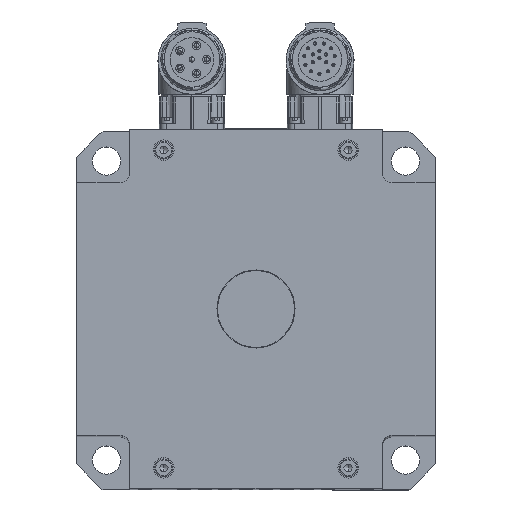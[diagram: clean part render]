
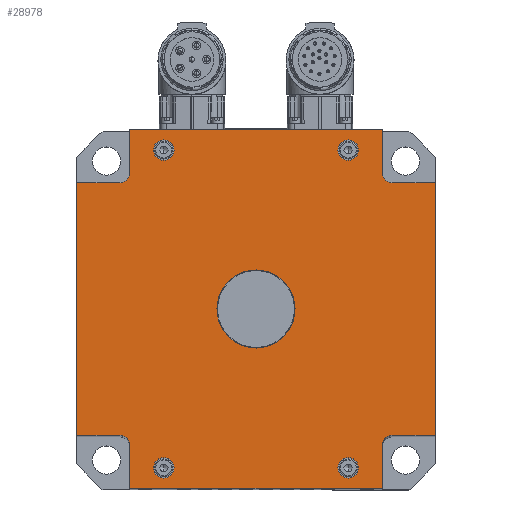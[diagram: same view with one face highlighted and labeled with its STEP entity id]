
A CAD part, top view. The second image highlights one B-rep face of the part: STEP entity #28978.
In plain terms, the highlighted planar face has unit normal (0, 0, 1).
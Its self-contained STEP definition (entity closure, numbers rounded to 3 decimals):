
#8418=CARTESIAN_POINT('',(0.,15.25,356.0));
#8419=VERTEX_POINT('',#8418);
#8435=CARTESIAN_POINT('',(0.,-15.25,356.0));
#8436=VERTEX_POINT('',#8435);
#8443=CARTESIAN_POINT('',(0.,0.,356.0));
#8444=DIRECTION('',(0.0,0.0,-1.0));
#8445=DIRECTION('',(0.0,1.0,0.0));
#8446=AXIS2_PLACEMENT_3D('',#8443,#8444,#8445);
#8447=CIRCLE('',#8446,15.25);
#8448=EDGE_CURVE('',#8419,#8436,#8447,.T.);
#8481=CARTESIAN_POINT('',(-36.,-66.,356.0));
#8482=VERTEX_POINT('',#8481);
#8498=CARTESIAN_POINT('',(-36.,-58.,356.0));
#8499=VERTEX_POINT('',#8498);
#8506=CARTESIAN_POINT('',(-36.,-62.,356.0));
#8507=DIRECTION('',(0.0,0.0,-1.0));
#8508=DIRECTION('',(0.0,-1.0,0.0));
#8509=AXIS2_PLACEMENT_3D('',#8506,#8507,#8508);
#8510=CIRCLE('',#8509,4.0);
#8511=EDGE_CURVE('',#8482,#8499,#8510,.T.);
#8544=CARTESIAN_POINT('',(36.,-66.,356.0));
#8545=VERTEX_POINT('',#8544);
#8561=CARTESIAN_POINT('',(36.,-58.,356.0));
#8562=VERTEX_POINT('',#8561);
#8569=CARTESIAN_POINT('',(36.,-62.,356.0));
#8570=DIRECTION('',(0.0,0.0,-1.0));
#8571=DIRECTION('',(0.0,-1.0,0.0));
#8572=AXIS2_PLACEMENT_3D('',#8569,#8570,#8571);
#8573=CIRCLE('',#8572,4.0);
#8574=EDGE_CURVE('',#8545,#8562,#8573,.T.);
#8607=CARTESIAN_POINT('',(36.,58.,356.0));
#8608=VERTEX_POINT('',#8607);
#8624=CARTESIAN_POINT('',(36.,66.,356.0));
#8625=VERTEX_POINT('',#8624);
#8632=CARTESIAN_POINT('',(36.,62.,356.0));
#8633=DIRECTION('',(0.0,0.0,-1.0));
#8634=DIRECTION('',(0.0,-1.0,0.0));
#8635=AXIS2_PLACEMENT_3D('',#8632,#8633,#8634);
#8636=CIRCLE('',#8635,4.0);
#8637=EDGE_CURVE('',#8608,#8625,#8636,.T.);
#8670=CARTESIAN_POINT('',(-36.,58.,356.0));
#8671=VERTEX_POINT('',#8670);
#8687=CARTESIAN_POINT('',(-36.,66.,356.0));
#8688=VERTEX_POINT('',#8687);
#8695=CARTESIAN_POINT('',(-36.,62.,356.0));
#8696=DIRECTION('',(0.0,0.0,-1.0));
#8697=DIRECTION('',(0.0,-1.0,0.0));
#8698=AXIS2_PLACEMENT_3D('',#8695,#8696,#8697);
#8699=CIRCLE('',#8698,4.0);
#8700=EDGE_CURVE('',#8671,#8688,#8699,.T.);
#27988=CARTESIAN_POINT('',(-36.,62.,356.0));
#27989=DIRECTION('',(0.0,0.0,-1.0));
#27990=DIRECTION('',(0.0,-1.0,0.0));
#27991=AXIS2_PLACEMENT_3D('',#27988,#27989,#27990);
#27992=CIRCLE('',#27991,4.0);
#27993=EDGE_CURVE('',#8688,#8671,#27992,.T.);
#28053=CARTESIAN_POINT('',(36.,62.,356.0));
#28054=DIRECTION('',(0.0,0.0,-1.0));
#28055=DIRECTION('',(0.0,-1.0,0.0));
#28056=AXIS2_PLACEMENT_3D('',#28053,#28054,#28055);
#28057=CIRCLE('',#28056,4.0);
#28058=EDGE_CURVE('',#8625,#8608,#28057,.T.);
#28118=CARTESIAN_POINT('',(36.,-62.,356.0));
#28119=DIRECTION('',(0.0,0.0,-1.0));
#28120=DIRECTION('',(0.0,-1.0,0.0));
#28121=AXIS2_PLACEMENT_3D('',#28118,#28119,#28120);
#28122=CIRCLE('',#28121,4.0);
#28123=EDGE_CURVE('',#8562,#8545,#28122,.T.);
#28177=CARTESIAN_POINT('',(-36.,-62.,356.0));
#28178=DIRECTION('',(0.0,0.0,-1.0));
#28179=DIRECTION('',(0.0,-1.0,0.0));
#28180=AXIS2_PLACEMENT_3D('',#28177,#28178,#28179);
#28181=CIRCLE('',#28180,4.0);
#28182=EDGE_CURVE('',#8499,#8482,#28181,.T.);
#28195=CARTESIAN_POINT('',(0.,0.,356.0));
#28196=DIRECTION('',(0.0,0.0,-1.0));
#28197=DIRECTION('',(0.0,1.0,0.0));
#28198=AXIS2_PLACEMENT_3D('',#28195,#28196,#28197);
#28199=CIRCLE('',#28198,15.25);
#28200=EDGE_CURVE('',#8436,#8419,#28199,.T.);
#28292=CARTESIAN_POINT('',(70.,49.3,356.0));
#28293=VERTEX_POINT('',#28292);
#28300=CARTESIAN_POINT('',(70.,-49.3,356.0));
#28301=VERTEX_POINT('',#28300);
#28302=CARTESIAN_POINT('',(70.,49.3,356.0));
#28303=DIRECTION('',(0.0,-1.0,0.0));
#28304=VECTOR('',#28303,98.6);
#28305=LINE('',#28302,#28304);
#28306=EDGE_CURVE('',#28293,#28301,#28305,.T.);
#28330=CARTESIAN_POINT('',(53.3,49.3,356.0));
#28331=VERTEX_POINT('',#28330);
#28338=CARTESIAN_POINT('',(53.3,49.3,356.0));
#28339=DIRECTION('',(1.0,0.0,0.0));
#28340=VECTOR('',#28339,16.7);
#28341=LINE('',#28338,#28340);
#28342=EDGE_CURVE('',#28331,#28293,#28341,.T.);
#28362=CARTESIAN_POINT('',(49.3,53.3,356.0));
#28363=VERTEX_POINT('',#28362);
#28370=CARTESIAN_POINT('',(53.3,53.3,356.0));
#28371=DIRECTION('',(0.0,0.0,1.0));
#28372=DIRECTION('',(0.0,1.0,0.0));
#28373=AXIS2_PLACEMENT_3D('',#28370,#28371,#28372);
#28374=CIRCLE('',#28373,4.);
#28375=EDGE_CURVE('',#28363,#28331,#28374,.T.);
#28394=CARTESIAN_POINT('',(49.3,70.,356.0));
#28395=VERTEX_POINT('',#28394);
#28402=CARTESIAN_POINT('',(49.3,70.,356.0));
#28403=DIRECTION('',(0.0,-1.0,0.0));
#28404=VECTOR('',#28403,16.7);
#28405=LINE('',#28402,#28404);
#28406=EDGE_CURVE('',#28395,#28363,#28405,.T.);
#28439=CARTESIAN_POINT('',(-49.3,70.,356.0));
#28440=VERTEX_POINT('',#28439);
#28447=CARTESIAN_POINT('',(-49.3,70.,356.0));
#28448=DIRECTION('',(1.0,0.0,0.0));
#28449=VECTOR('',#28448,98.6);
#28450=LINE('',#28447,#28449);
#28451=EDGE_CURVE('',#28440,#28395,#28450,.T.);
#28470=CARTESIAN_POINT('',(-49.3,53.3,356.0));
#28471=VERTEX_POINT('',#28470);
#28478=CARTESIAN_POINT('',(-49.3,53.3,356.0));
#28479=DIRECTION('',(0.0,1.0,0.0));
#28480=VECTOR('',#28479,16.7);
#28481=LINE('',#28478,#28480);
#28482=EDGE_CURVE('',#28471,#28440,#28481,.T.);
#28502=CARTESIAN_POINT('',(-53.3,49.3,356.0));
#28503=VERTEX_POINT('',#28502);
#28510=CARTESIAN_POINT('',(-53.3,53.3,356.0));
#28511=DIRECTION('',(0.0,0.0,1.0));
#28512=DIRECTION('',(-1.0,0.0,0.0));
#28513=AXIS2_PLACEMENT_3D('',#28510,#28511,#28512);
#28514=CIRCLE('',#28513,4.);
#28515=EDGE_CURVE('',#28503,#28471,#28514,.T.);
#28534=CARTESIAN_POINT('',(-70.,49.3,356.0));
#28535=VERTEX_POINT('',#28534);
#28542=CARTESIAN_POINT('',(-70.,49.3,356.0));
#28543=DIRECTION('',(1.0,0.0,0.0));
#28544=VECTOR('',#28543,16.7);
#28545=LINE('',#28542,#28544);
#28546=EDGE_CURVE('',#28535,#28503,#28545,.T.);
#28635=CARTESIAN_POINT('',(-70.,-49.3,356.0));
#28636=VERTEX_POINT('',#28635);
#28643=CARTESIAN_POINT('',(-70.,-49.3,356.0));
#28644=DIRECTION('',(0.0,1.0,0.0));
#28645=VECTOR('',#28644,98.6);
#28646=LINE('',#28643,#28645);
#28647=EDGE_CURVE('',#28636,#28535,#28646,.T.);
#28666=CARTESIAN_POINT('',(-53.3,-49.3,356.0));
#28667=VERTEX_POINT('',#28666);
#28674=CARTESIAN_POINT('',(-53.3,-49.3,356.0));
#28675=DIRECTION('',(-1.0,0.0,0.0));
#28676=VECTOR('',#28675,16.7);
#28677=LINE('',#28674,#28676);
#28678=EDGE_CURVE('',#28667,#28636,#28677,.T.);
#28698=CARTESIAN_POINT('',(-49.3,-53.3,356.0));
#28699=VERTEX_POINT('',#28698);
#28706=CARTESIAN_POINT('',(-53.3,-53.3,356.0));
#28707=DIRECTION('',(0.0,0.0,1.0));
#28708=DIRECTION('',(0.0,-1.0,0.0));
#28709=AXIS2_PLACEMENT_3D('',#28706,#28707,#28708);
#28710=CIRCLE('',#28709,4.);
#28711=EDGE_CURVE('',#28699,#28667,#28710,.T.);
#28730=CARTESIAN_POINT('',(-49.3,-70.,356.0));
#28731=VERTEX_POINT('',#28730);
#28738=CARTESIAN_POINT('',(-49.3,-70.,356.0));
#28739=DIRECTION('',(0.0,1.0,0.0));
#28740=VECTOR('',#28739,16.7);
#28741=LINE('',#28738,#28740);
#28742=EDGE_CURVE('',#28731,#28699,#28741,.T.);
#28831=CARTESIAN_POINT('',(49.3,-70.,356.0));
#28832=VERTEX_POINT('',#28831);
#28839=CARTESIAN_POINT('',(49.3,-70.,356.0));
#28840=DIRECTION('',(-1.0,0.0,0.0));
#28841=VECTOR('',#28840,98.6);
#28842=LINE('',#28839,#28841);
#28843=EDGE_CURVE('',#28832,#28731,#28842,.T.);
#28862=CARTESIAN_POINT('',(49.3,-53.3,356.0));
#28863=VERTEX_POINT('',#28862);
#28870=CARTESIAN_POINT('',(49.3,-53.3,356.0));
#28871=DIRECTION('',(0.0,-1.0,0.0));
#28872=VECTOR('',#28871,16.7);
#28873=LINE('',#28870,#28872);
#28874=EDGE_CURVE('',#28863,#28832,#28873,.T.);
#28894=CARTESIAN_POINT('',(53.3,-49.3,356.0));
#28895=VERTEX_POINT('',#28894);
#28902=CARTESIAN_POINT('',(53.3,-53.3,356.0));
#28903=DIRECTION('',(0.0,0.0,1.0));
#28904=DIRECTION('',(1.0,0.0,0.0));
#28905=AXIS2_PLACEMENT_3D('',#28902,#28903,#28904);
#28906=CIRCLE('',#28905,4.);
#28907=EDGE_CURVE('',#28895,#28863,#28906,.T.);
#28925=CARTESIAN_POINT('',(70.,-49.3,356.0));
#28926=DIRECTION('',(-1.0,0.0,0.0));
#28927=VECTOR('',#28926,16.7);
#28928=LINE('',#28925,#28927);
#28929=EDGE_CURVE('',#28301,#28895,#28928,.T.);
#28935=CARTESIAN_POINT('',(0.,0.,356.0));
#28936=DIRECTION('',(0.0,0.0,-1.0));
#28937=DIRECTION('',(0.0,1.0,0.0));
#28938=AXIS2_PLACEMENT_3D('',#28935,#28936,#28937);
#28939=PLANE('',#28938);
#28940=ORIENTED_EDGE('',*,*,#28306,.F.);
#28941=ORIENTED_EDGE('',*,*,#28342,.F.);
#28942=ORIENTED_EDGE('',*,*,#28375,.F.);
#28943=ORIENTED_EDGE('',*,*,#28406,.F.);
#28944=ORIENTED_EDGE('',*,*,#28451,.F.);
#28945=ORIENTED_EDGE('',*,*,#28482,.F.);
#28946=ORIENTED_EDGE('',*,*,#28515,.F.);
#28947=ORIENTED_EDGE('',*,*,#28546,.F.);
#28948=ORIENTED_EDGE('',*,*,#28647,.F.);
#28949=ORIENTED_EDGE('',*,*,#28678,.F.);
#28950=ORIENTED_EDGE('',*,*,#28711,.F.);
#28951=ORIENTED_EDGE('',*,*,#28742,.F.);
#28952=ORIENTED_EDGE('',*,*,#28843,.F.);
#28953=ORIENTED_EDGE('',*,*,#28874,.F.);
#28954=ORIENTED_EDGE('',*,*,#28907,.F.);
#28955=ORIENTED_EDGE('',*,*,#28929,.F.);
#28956=EDGE_LOOP('',(#28940,#28941,#28942,#28943,#28944,#28945,#28946,#28947,#28948,#28949,#28950,#28951,#28952,#28953,#28954,#28955));
#28957=FACE_OUTER_BOUND('',#28956,.T.);
#28958=ORIENTED_EDGE('',*,*,#8700,.T.);
#28959=ORIENTED_EDGE('',*,*,#27993,.T.);
#28960=EDGE_LOOP('',(#28958,#28959));
#28961=FACE_BOUND('',#28960,.T.);
#28962=ORIENTED_EDGE('',*,*,#8637,.T.);
#28963=ORIENTED_EDGE('',*,*,#28058,.T.);
#28964=EDGE_LOOP('',(#28962,#28963));
#28965=FACE_BOUND('',#28964,.T.);
#28966=ORIENTED_EDGE('',*,*,#8574,.T.);
#28967=ORIENTED_EDGE('',*,*,#28123,.T.);
#28968=EDGE_LOOP('',(#28966,#28967));
#28969=FACE_BOUND('',#28968,.T.);
#28970=ORIENTED_EDGE('',*,*,#8511,.T.);
#28971=ORIENTED_EDGE('',*,*,#28182,.T.);
#28972=EDGE_LOOP('',(#28970,#28971));
#28973=FACE_BOUND('',#28972,.T.);
#28974=ORIENTED_EDGE('',*,*,#28200,.T.);
#28975=ORIENTED_EDGE('',*,*,#8448,.T.);
#28976=EDGE_LOOP('',(#28974,#28975));
#28977=FACE_BOUND('',#28976,.T.);
#28978=ADVANCED_FACE('',(#28957,#28961,#28965,#28969,#28973,#28977),#28939,.F.);
